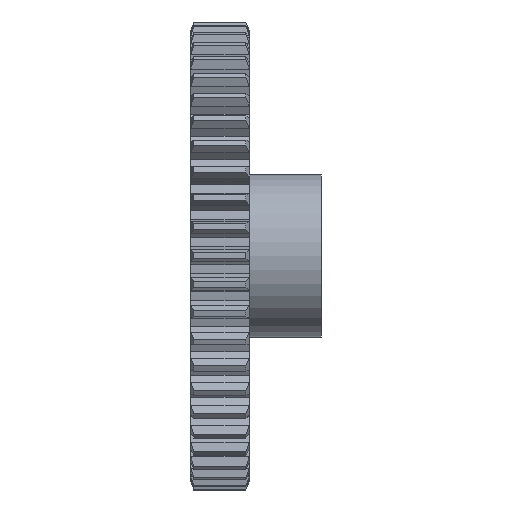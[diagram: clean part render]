
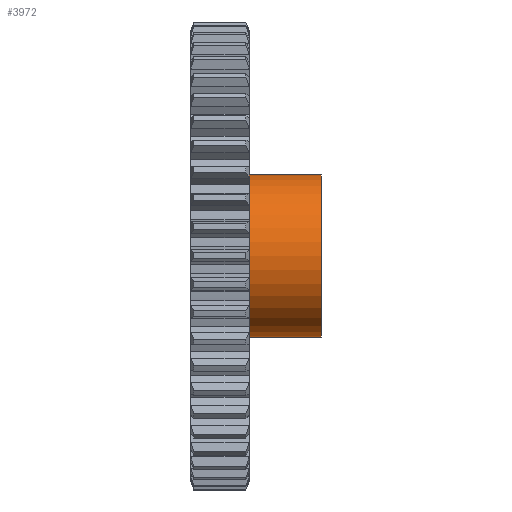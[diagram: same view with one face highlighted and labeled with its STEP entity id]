
A CAD part, top view. The second image highlights one B-rep face of the part: STEP entity #3972.
In plain terms, the highlighted cylindrical face has radius 9 mm (diameter 18 mm), a partial arc.
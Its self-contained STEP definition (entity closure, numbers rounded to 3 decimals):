
#2752 = EDGE_CURVE( '', #4738, #3302, #6905, .T. );
#3156 = EDGE_CURVE( '', #4138, #5622, #7346, .T. );
#3302 = VERTEX_POINT( '', #7505 );
#3668 = EDGE_CURVE( '', #5622, #3302, #7909, .T. );
#3972 = ADVANCED_FACE( '', ( #8245 ), #8246, .T. );
#4138 = VERTEX_POINT( '', #8431 );
#4344 = EDGE_CURVE( '', #4738, #4138, #8658, .T. );
#4738 = VERTEX_POINT( '', #9082 );
#5622 = VERTEX_POINT( '', #10058 );
#6905 = CIRCLE( '', #11921, 9. );
#7346 = CIRCLE( '', #12702, 9. );
#7505 = CARTESIAN_POINT( '', ( 6.5, 9., 0. ) );
#7909 = LINE( '', #13704, #13705 );
#8245 = FACE_OUTER_BOUND( '', #14280, .T. );
#8246 = CYLINDRICAL_SURFACE( '', #14281, 9. );
#8431 = CARTESIAN_POINT( '', ( 14.5, -9., 0. ) );
#8658 = LINE( '', #14949, #14950 );
#9082 = CARTESIAN_POINT( '', ( 6.5, -9., 0. ) );
#10058 = CARTESIAN_POINT( '', ( 14.5, 9., 0. ) );
#11921 = AXIS2_PLACEMENT_3D( '', #19474, #19475, #19476 );
#12702 = AXIS2_PLACEMENT_3D( '', #19905, #19906, #19907 );
#13704 = CARTESIAN_POINT( '', ( 10.5, 9., 0. ) );
#13705 = VECTOR( '', #20495, 1. );
#14280 = EDGE_LOOP( '', ( #20870, #20871, #20872, #20873 ) );
#14281 = AXIS2_PLACEMENT_3D( '', #20874, #20875, #20876 );
#14949 = CARTESIAN_POINT( '', ( 10.5, -9., 0. ) );
#14950 = VECTOR( '', #21342, 1. );
#19474 = CARTESIAN_POINT( '', ( 6.5, 0., 0. ) );
#19475 = DIRECTION( '', ( -1., 0., 0. ) );
#19476 = DIRECTION( '', ( 0., 1., 0. ) );
#19905 = CARTESIAN_POINT( '', ( 14.5, 0., 0. ) );
#19906 = DIRECTION( '', ( -1., 0., 0. ) );
#19907 = DIRECTION( '', ( 0., 1., 0. ) );
#20495 = DIRECTION( '', ( -1., 0., 0. ) );
#20870 = ORIENTED_EDGE( '', *, *, #3668, .T. );
#20871 = ORIENTED_EDGE( '', *, *, #2752, .F. );
#20872 = ORIENTED_EDGE( '', *, *, #4344, .T. );
#20873 = ORIENTED_EDGE( '', *, *, #3156, .T. );
#20874 = CARTESIAN_POINT( '', ( 10.5, 0., 0. ) );
#20875 = DIRECTION( '', ( 1., 0., 0. ) );
#20876 = DIRECTION( '', ( 0., 1., 0. ) );
#21342 = DIRECTION( '', ( 1., 0., 0. ) );
